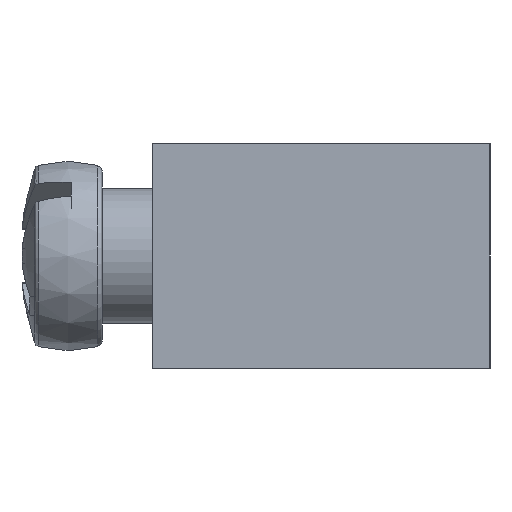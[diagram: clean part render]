
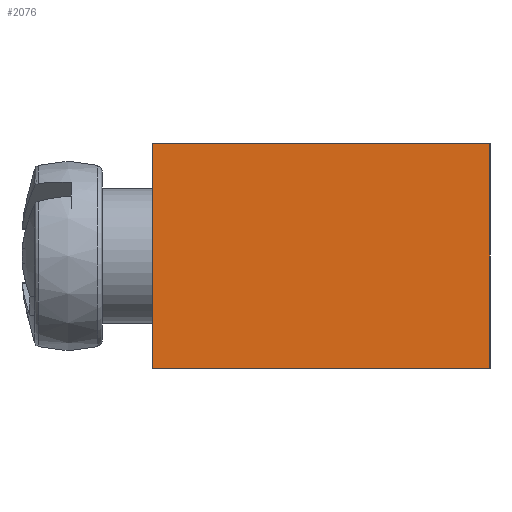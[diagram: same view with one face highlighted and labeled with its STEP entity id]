
A CAD part, left-side view. The second image highlights one B-rep face of the part: STEP entity #2076.
In plain terms, the highlighted planar face has unit normal (-1, 0, 0).
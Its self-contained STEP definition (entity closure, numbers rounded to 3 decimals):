
#119=LINE('',#3362,#153);
#121=LINE('',#3413,#155);
#126=LINE('',#4109,#160);
#127=LINE('',#4111,#161);
#153=VECTOR('',#2446,12.);
#155=VECTOR('',#2496,12.);
#160=VECTOR('',#2815,8.);
#161=VECTOR('',#2818,8.);
#188=PLANE('',#2311);
#671=FACE_OUTER_BOUND('',#947,.T.);
#947=EDGE_LOOP('',(#1685,#1686,#1687,#1688));
#1052=VERTEX_POINT('',#3355);
#1055=VERTEX_POINT('',#3360);
#1079=VERTEX_POINT('',#3410);
#1080=VERTEX_POINT('',#3412);
#1240=EDGE_CURVE('',#1055,#1052,#119,.T.);
#1264=EDGE_CURVE('',#1079,#1080,#121,.T.);
#1360=EDGE_CURVE('',#1080,#1055,#126,.T.);
#1361=EDGE_CURVE('',#1052,#1079,#127,.T.);
#1685=ORIENTED_EDGE('',*,*,#1360,.F.);
#1686=ORIENTED_EDGE('',*,*,#1264,.F.);
#1687=ORIENTED_EDGE('',*,*,#1361,.F.);
#1688=ORIENTED_EDGE('',*,*,#1240,.F.);
#2076=ADVANCED_FACE('',(#671),#188,.T.);
#2311=AXIS2_PLACEMENT_3D('',#4110,#2816,#2817);
#2446=DIRECTION('',(0.,1.,0.));
#2496=DIRECTION('',(0.,-1.,0.));
#2815=DIRECTION('',(0.,0.,-1.));
#2816=DIRECTION('center_axis',(-1.,0.,0.));
#2817=DIRECTION('ref_axis',(0.,-1.,0.));
#2818=DIRECTION('',(0.,0.,1.));
#3355=CARTESIAN_POINT('',(-88.5,6.,-4.));
#3360=CARTESIAN_POINT('',(-88.5,-6.,-4.));
#3362=CARTESIAN_POINT('',(-88.5,-6.,-4.));
#3410=CARTESIAN_POINT('',(-88.5,6.,4.));
#3412=CARTESIAN_POINT('',(-88.5,-6.,4.));
#3413=CARTESIAN_POINT('',(-88.5,-6.,4.));
#4109=CARTESIAN_POINT('',(-88.5,-6.,0.));
#4110=CARTESIAN_POINT('Origin',(-88.5,6.,0.));
#4111=CARTESIAN_POINT('',(-88.5,6.,0.));
